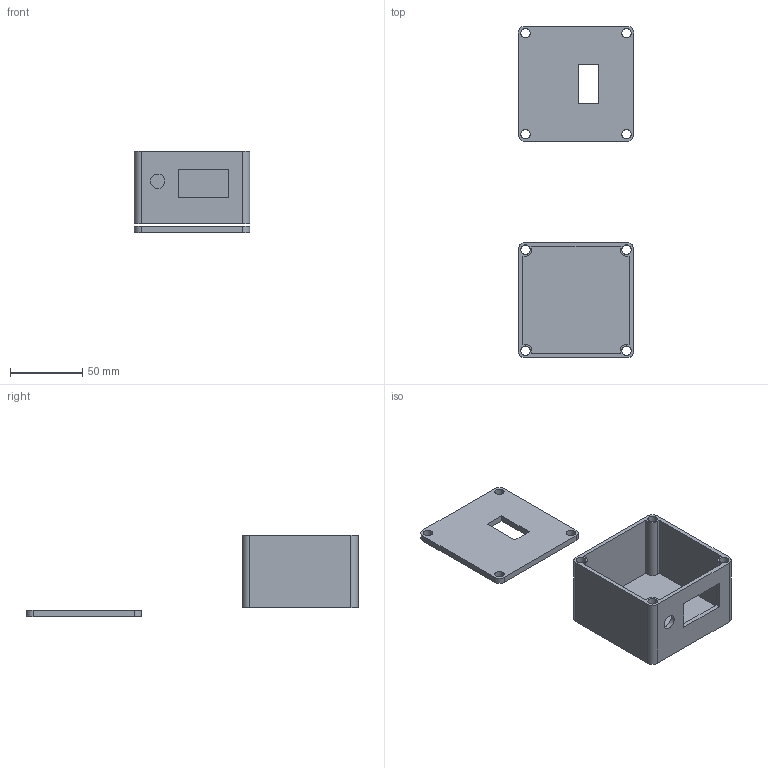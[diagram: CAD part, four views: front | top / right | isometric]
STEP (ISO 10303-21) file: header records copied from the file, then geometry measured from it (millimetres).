
FILE_DESCRIPTION(/* description */ (''),/* implementation_level */ '2;1');
FILE_NAME(/* name */ 'case.step',/* time_stamp */ '2025-12-19T22:53:50+01:00',/* author */ (''),/* organization */ (''),/* preprocessor_version */ 'ST-DEVELOPER v20.1',/* originating_system */ 'Autodesk Translation Framework v14.21.0.0',/* authorisation */ '');
FILE_SCHEMA (('AUTOMOTIVE_DESIGN { 1 0 10303 214 3 1 1 }'));
Length unit declared in the file: millimetre
Products named in the file (1): case
Bounding box: 80 x 230 x 56.3 mm (x, y, z)
Volume: 95588.4 mm3; surface area: 57764.4 mm2
Topology: 2 solids, 2 shells, 57 faces, 159 edges, 106 vertices
Faces by surface type: plane 36, cylinder 21
Full cylindrical faces by diameter (mm): 6.5 x8, 10 x1
Entity records: 1913 total; most frequent: CARTESIAN_POINT 323, DIRECTION 319, ORIENTED_EDGE 318, EDGE_CURVE 159, LINE 115, VECTOR 115, VERTEX_POINT 106, AXIS2_PLACEMENT_3D 102
